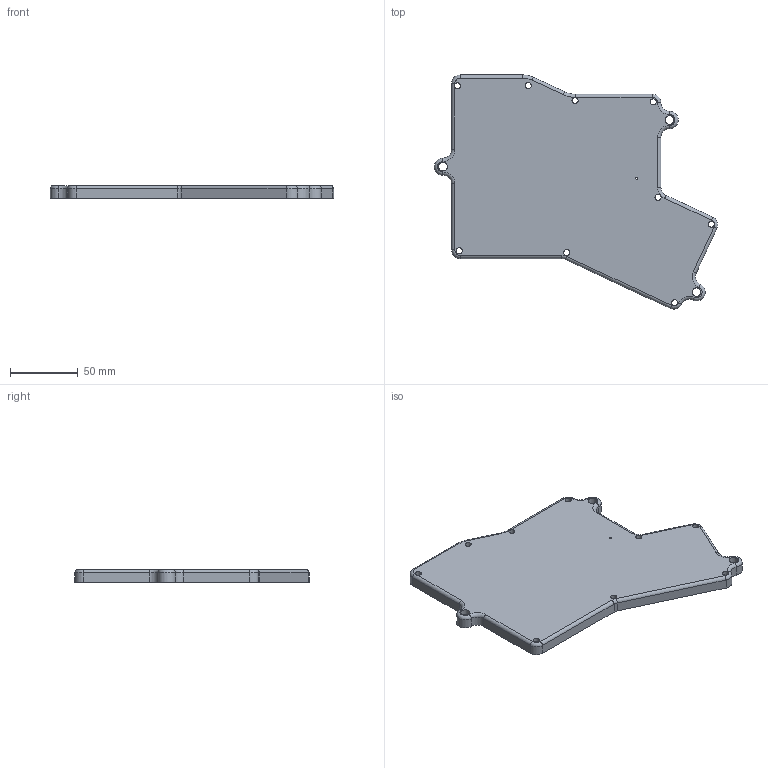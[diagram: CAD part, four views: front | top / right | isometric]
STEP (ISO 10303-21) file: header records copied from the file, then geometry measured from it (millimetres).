
FILE_DESCRIPTION(/* description */ (''),/* implementation_level */ '2;1');
FILE_NAME(/* name */ 'Bottom Case.stp',/* time_stamp */ '2016-04-24T19:09:57-07:00',/* author */ ('Josh'),/* organization */ (''),/* preprocessor_version */ 'ST-DEVELOPER v15.6',/* originating_system */ 'Autodesk Inventor 2015',/* authorisation */ '');
FILE_SCHEMA (('AUTOMOTIVE_DESIGN { 1 0 10303 214 3 1 1 }'));
Length unit declared in the file: inch
Products named in the file (1): Bottom Case
Bounding box: 209.24 x 173.04 x 9.59 mm (x, y, z)
Volume: 84135.7 mm3; surface area: 59022.4 mm2
Topology: 1 solids, 1 shells, 91 faces, 254 edges, 162 vertices
Faces by surface type: cylinder 41, plane 32, torus 18
Full cylindrical faces by diameter (mm): 1.588 x1, 4.496 x9, 6.35 x3
Entity records: 2891 total; most frequent: DIRECTION 525, CARTESIAN_POINT 498, ORIENTED_EDGE 464, EDGE_CURVE 232, AXIS2_PLACEMENT_3D 204, VERTEX_POINT 153, EDGE_LOOP 127, LINE 117
